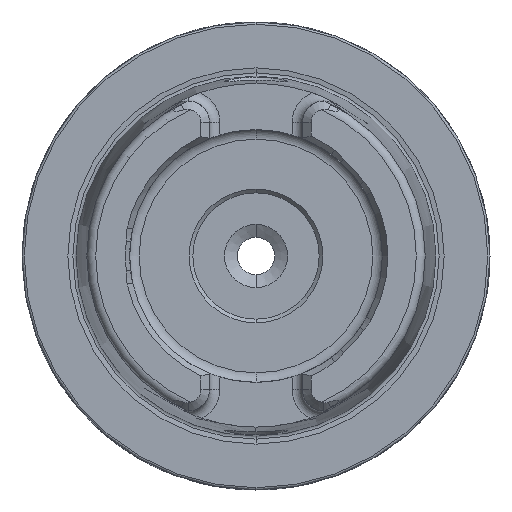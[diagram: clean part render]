
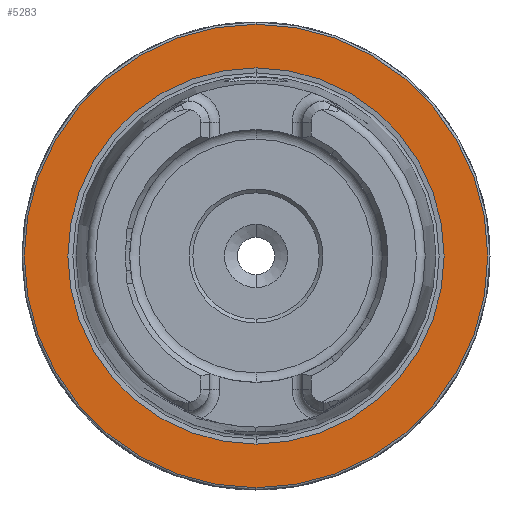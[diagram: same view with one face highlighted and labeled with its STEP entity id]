
A CAD part, left-side view. The second image highlights one B-rep face of the part: STEP entity #5283.
In plain terms, the highlighted planar face has unit normal (-1, 0, 0).
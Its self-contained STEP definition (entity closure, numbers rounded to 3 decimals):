
#341 = VERTEX_POINT ( 'NONE', #3331 ) ;
#497 = CARTESIAN_POINT ( 'NONE',  ( 0., 0., 0. ) ) ;
#498 = DIRECTION ( 'NONE',  ( -1., 0., 0. ) ) ;
#499 = DIRECTION ( 'NONE',  ( 0., 0., 1. ) ) ;
#508 = CARTESIAN_POINT ( 'NONE',  ( 0., 0., 0. ) ) ;
#509 = DIRECTION ( 'NONE',  ( -1., 0., 0. ) ) ;
#510 = DIRECTION ( 'NONE',  ( 0., 0., 1. ) ) ;
#827 = ORIENTED_EDGE ( 'NONE', *, *, #8571, .F. ) ;
#828 = ORIENTED_EDGE ( 'NONE', *, *, #7107, .F. ) ;
#829 = ORIENTED_EDGE ( 'NONE', *, *, #7103, .T. ) ;
#830 = ORIENTED_EDGE ( 'NONE', *, *, #8572, .T. ) ;
#1294 = VERTEX_POINT ( 'NONE', #7821 ) ;
#1391 = VERTEX_POINT ( 'NONE', #7884 ) ;
#1437 = VERTEX_POINT ( 'NONE', #7913 ) ;
#2246 = FACE_BOUND ( 'NONE', #8843, .T. ) ;
#2253 = FACE_OUTER_BOUND ( 'NONE', #8828, .T. ) ;
#2384 = CIRCLE ( 'NONE', #5242, 31.2 ) ;
#2387 = CIRCLE ( 'NONE', #5245, 25.324 ) ;
#2661 = CARTESIAN_POINT ( 'NONE',  ( 0., 31.2, 0. ) ) ;
#2664 = PLANE ( 'NONE',  #5174 ) ;
#2666 = DIRECTION ( 'NONE',  ( 1., 0., 0. ) ) ;
#2667 = DIRECTION ( 'NONE',  ( 0., 0., -1. ) ) ;
#3331 = CARTESIAN_POINT ( 'NONE',  ( 0., 0., 25.324 ) ) ;
#3804 = AXIS2_PLACEMENT_3D ( 'NONE', #8337, #8338, #8339 ) ;
#3805 = AXIS2_PLACEMENT_3D ( 'NONE', #8340, #8341, #8342 ) ;
#5174 = AXIS2_PLACEMENT_3D ( 'NONE', #2661, #2666, #2667 ) ;
#5242 = AXIS2_PLACEMENT_3D ( 'NONE', #497, #498, #499 ) ;
#5245 = AXIS2_PLACEMENT_3D ( 'NONE', #508, #509, #510 ) ;
#5283 = ADVANCED_FACE ( 'NONE', ( #2246, #2253 ), #2664, .F. ) ;
#7103 = EDGE_CURVE ( 'NONE', #1391, #1294, #2384, .T. ) ;
#7107 = EDGE_CURVE ( 'NONE', #1437, #341, #2387, .T. ) ;
#7821 = CARTESIAN_POINT ( 'NONE',  ( 0., 0., -31.2 ) ) ;
#7884 = CARTESIAN_POINT ( 'NONE',  ( 0., 0., 31.2 ) ) ;
#7913 = CARTESIAN_POINT ( 'NONE',  ( 0., 0., -25.324 ) ) ;
#8337 = CARTESIAN_POINT ( 'NONE',  ( 0., 0., 0. ) ) ;
#8338 = DIRECTION ( 'NONE',  ( -1., 0., 0. ) ) ;
#8339 = DIRECTION ( 'NONE',  ( 0., 0., 1. ) ) ;
#8340 = CARTESIAN_POINT ( 'NONE',  ( 0., 0., 0. ) ) ;
#8341 = DIRECTION ( 'NONE',  ( -1., 0., 0. ) ) ;
#8342 = DIRECTION ( 'NONE',  ( 0., 0., 1. ) ) ;
#8571 = EDGE_CURVE ( 'NONE', #341, #1437, #10628, .T. ) ;
#8572 = EDGE_CURVE ( 'NONE', #1294, #1391, #10629, .T. ) ;
#8828 = EDGE_LOOP ( 'NONE', ( #829, #830 ) ) ;
#8843 = EDGE_LOOP ( 'NONE', ( #827, #828 ) ) ;
#10628 = CIRCLE ( 'NONE', #3804, 25.324 ) ;
#10629 = CIRCLE ( 'NONE', #3805, 31.2 ) ;
